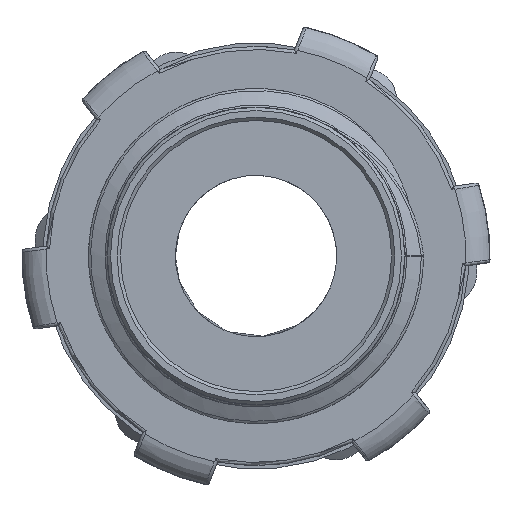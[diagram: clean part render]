
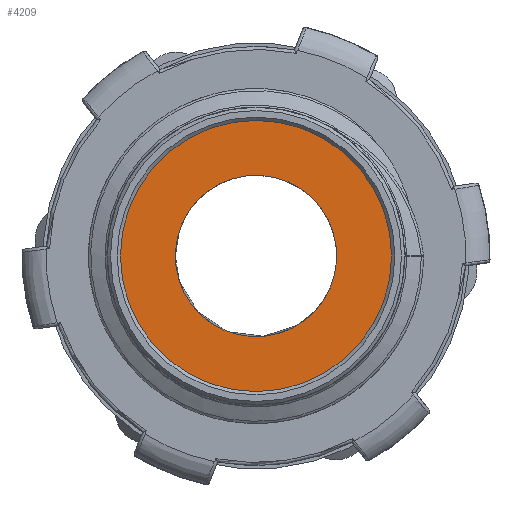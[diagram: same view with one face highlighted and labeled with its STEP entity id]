
A CAD part, front view. The second image highlights one B-rep face of the part: STEP entity #4209.
In plain terms, the highlighted planar face has unit normal (0, -1, 0).
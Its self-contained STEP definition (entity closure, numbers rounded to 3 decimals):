
#212=FACE_BOUND('',#540,.T.);
#224=PLANE('',#4504);
#277=FACE_OUTER_BOUND('',#539,.T.);
#539=EDGE_LOOP('',(#2624));
#540=EDGE_LOOP('',(#2625));
#1158=CIRCLE('',#4505,8.4);
#1159=CIRCLE('',#4506,5.);
#1552=VERTEX_POINT('',#5971);
#1553=VERTEX_POINT('',#5973);
#1961=EDGE_CURVE('',#1552,#1552,#1158,.T.);
#1962=EDGE_CURVE('',#1553,#1553,#1159,.T.);
#2624=ORIENTED_EDGE('',*,*,#1961,.T.);
#2625=ORIENTED_EDGE('',*,*,#1962,.T.);
#4209=ADVANCED_FACE('',(#277,#212),#224,.T.);
#4504=AXIS2_PLACEMENT_3D('',#5970,#4888,#4889);
#4505=AXIS2_PLACEMENT_3D('',#5972,#4890,#4891);
#4506=AXIS2_PLACEMENT_3D('',#5974,#4892,#4893);
#4888=DIRECTION('center_axis',(0.,-1.,0.));
#4889=DIRECTION('ref_axis',(0.,0.,-1.));
#4890=DIRECTION('center_axis',(0.,-1.,0.));
#4891=DIRECTION('ref_axis',(1.,0.,0.));
#4892=DIRECTION('center_axis',(0.,1.,0.));
#4893=DIRECTION('ref_axis',(1.,0.,0.));
#5970=CARTESIAN_POINT('Origin',(0.,11.1,0.));
#5971=CARTESIAN_POINT('',(8.4,11.1,0.));
#5972=CARTESIAN_POINT('Origin',(0.,11.1,0.));
#5973=CARTESIAN_POINT('',(-2.751,11.1,-4.175));
#5974=CARTESIAN_POINT('Origin',(0.,11.1,0.));
